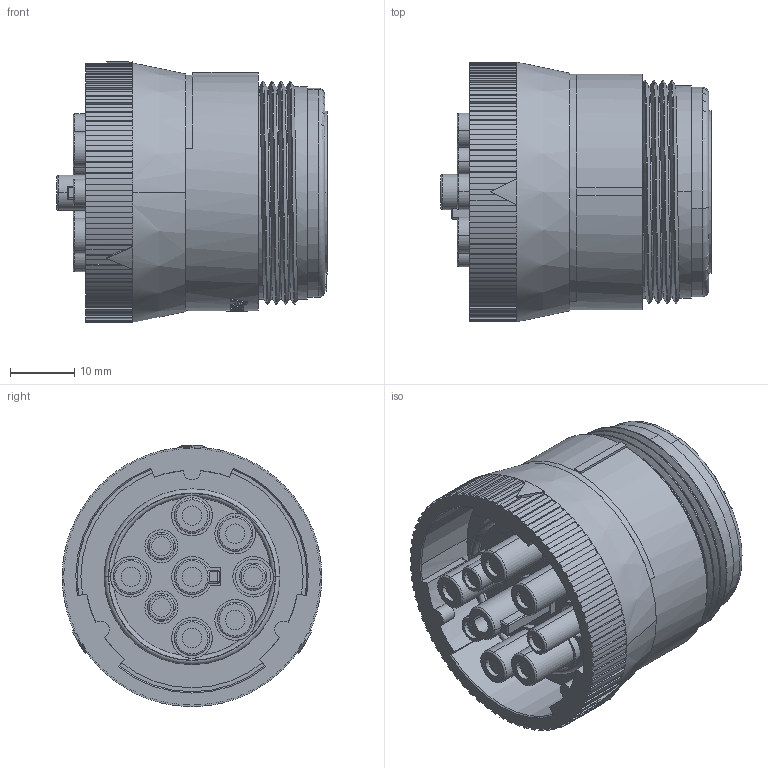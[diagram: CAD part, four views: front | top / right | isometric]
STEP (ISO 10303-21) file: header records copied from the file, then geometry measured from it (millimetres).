
FILE_DESCRIPTION((''),'2;1');
FILE_NAME('PL000319','2016-01-04T',('Orion.Li'),(''),'PRO/ENGINEER BY PARAMETRIC TECHNOLOGY CORPORATION, 2013230','PRO/ENGINEER BY PARAMETRIC TECHNOLOGY CORPORATION, 2013230','');
FILE_SCHEMA(('CONFIG_CONTROL_DESIGN'));
Products named in the file (1): PL000319
Bounding box: 41.95 x 40.3 x 40.55 mm (x, y, z)
Volume: 33305.5 mm3; surface area: 11602.7 mm2
Topology: 1 solids, 10 shells, 1362 faces, 3520 edges, 2264 vertices
Faces by surface type: plane 597, bspline 347, cylinder 312, torus 81, cone 23, sphere 2
Entity records: 52285 total; most frequent: CARTESIAN_POINT 20585, ORIENTED_EDGE 7040, DIRECTION 5792, EDGE_CURVE 3520, VERTEX_POINT 2264, VECTOR 1968, LINE 1968, AXIS2_PLACEMENT_3D 1912
